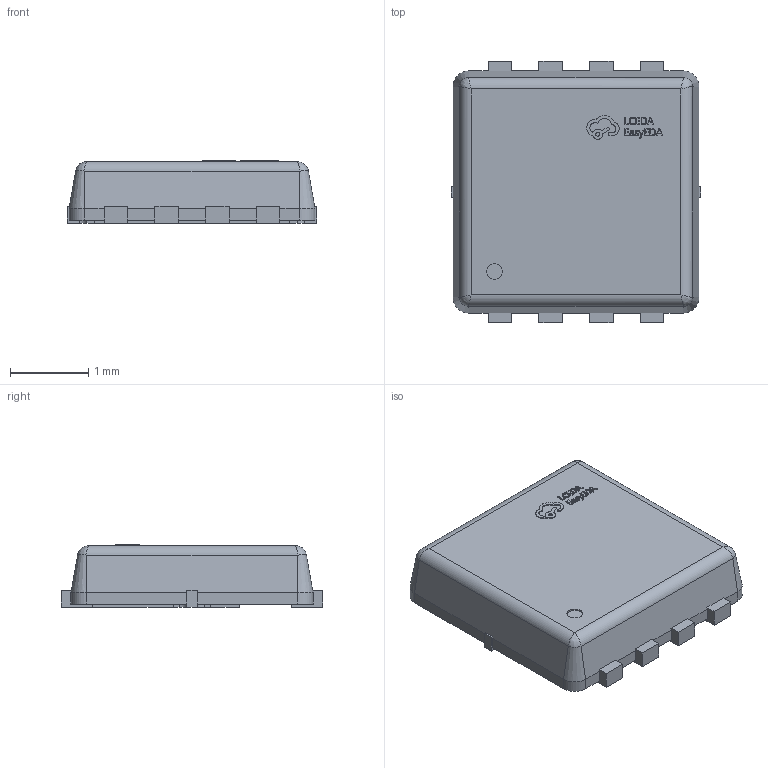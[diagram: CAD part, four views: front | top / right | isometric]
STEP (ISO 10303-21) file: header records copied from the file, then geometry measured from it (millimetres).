
FILE_DESCRIPTION (( 'STEP AP214' ), '1' );
FILE_NAME ('PDFN-8_L3.1-W3.1-P0.65-LS3.4-BL.step', '2022-06-30T13:47:12', ( '' ), ( '' ), 'SwSTEP 2.0', 'SolidWorks 2020', '' );
FILE_SCHEMA (( 'AUTOMOTIVE_DESIGN' ));
Length unit declared in the file: millimetre
Products named in the file (1): PDFN-8_L3.1-W3.1-P0.65-LS3.4-BL
Bounding box: 3.2 x 3.35 x 0.8 mm (x, y, z)
Volume: 7.2 mm3; surface area: 28.7 mm2
Topology: 1 solids, 1 shells, 398 faces, 1091 edges, 718 vertices
Faces by surface type: plane 264, bspline 116, cylinder 14, cone 4
Entity records: 19407 total; most frequent: CARTESIAN_POINT 5716, ORIENTED_EDGE 2174, DIRECTION 1433, EDGE_CURVE 1087, VECTOR 827, LINE 827, VERTEX_POINT 718, EDGE_LOOP 425
